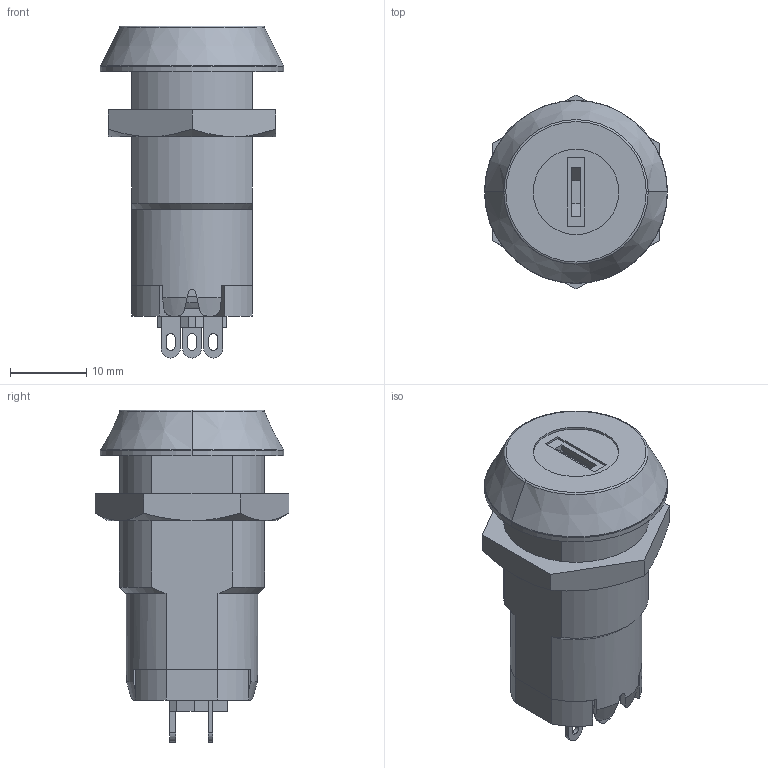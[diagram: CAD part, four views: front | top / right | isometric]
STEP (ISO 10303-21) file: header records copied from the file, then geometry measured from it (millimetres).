
FILE_DESCRIPTION (( 'STEP AP203' ), '1' );
FILE_NAME ('S-17-90-B-1.STEP', '2020-08-21T00:34:30', ( '' ), ( '' ), 'SwSTEP 2.0', 'SolidWorks 2018', '' );
FILE_SCHEMA (( 'CONFIG_CONTROL_DESIGN' ));
Length unit declared in the file: millimetre
Products named in the file (8): S-17-90-B-1_スイッチ_; S-17-90-B-1_M19僫僢僩_; S-17-90-B-1_僉乕峚僾儗乕僩B_; S-17-90-B-1_プラグキャップ_; S-17-90-B-1_ケース_; S-17-90-B-1_キャップ_; S-17-90-B-1_プラグ_; S-17-90-B-1
Assembly tree (7 placements, depth 2):
  S-17-90-B-1
    S-17-90-B-1_ケース_
    S-17-90-B-1_プラグ_
    S-17-90-B-1_僉乕峚僾儗乕僩B_
    S-17-90-B-1_プラグキャップ_
    S-17-90-B-1_キャップ_
    S-17-90-B-1_スイッチ_
    S-17-90-B-1_M19僫僢僩_
Bounding box: 24 x 25.4 x 43.5 mm (x, y, z)
Volume: 9318.4 mm3; surface area: 9272.8 mm2
Topology: 7 solids, 7 shells, 223 faces, 566 edges, 372 vertices
Faces by surface type: plane 115, cylinder 60, cone 28, bspline 14, torus 6
Entity records: 8158 total; most frequent: CARTESIAN_POINT 1985, ORIENTED_EDGE 1132, DIRECTION 1068, EDGE_CURVE 566, AXIS2_PLACEMENT_3D 377, VERTEX_POINT 372, VECTOR 314, LINE 314
